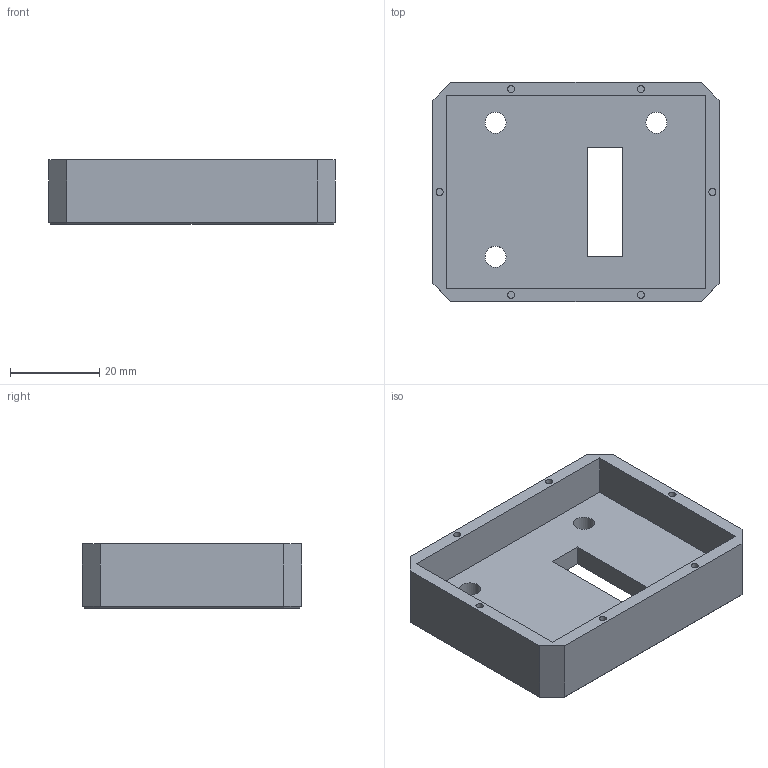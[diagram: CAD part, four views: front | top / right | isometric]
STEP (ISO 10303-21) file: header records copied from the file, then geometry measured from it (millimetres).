
FILE_DESCRIPTION(/* description */ (''),/* implementation_level */ '2;1');
FILE_NAME(/* name */ 'panel body.step',/* time_stamp */ '2025-08-26T19:05:43-04:00',/* author */ (''),/* organization */ (''),/* preprocessor_version */ 'ST-DEVELOPER v20.1',/* originating_system */ 'Autodesk Translation Framework v14.10.0.0',/* authorisation */ '');
FILE_SCHEMA (('AUTOMOTIVE_DESIGN { 1 0 10303 214 3 1 1 }'));
Length unit declared in the file: millimetre
Products named in the file (1): panel
Bounding box: 64 x 49 x 14.4 mm (x, y, z)
Volume: 19891.5 mm3; surface area: 11443.1 mm2
Topology: 1 solids, 1 shells, 49 faces, 105 edges, 65 vertices
Faces by surface type: plane 37, cylinder 9, cone 3
Full cylindrical faces by diameter (mm): 1.6 x6, 4.7 x3
Entity records: 1352 total; most frequent: DIRECTION 226, CARTESIAN_POINT 220, ORIENTED_EDGE 210, EDGE_CURVE 105, LINE 84, VECTOR 84, AXIS2_PLACEMENT_3D 71, VERTEX_POINT 65
